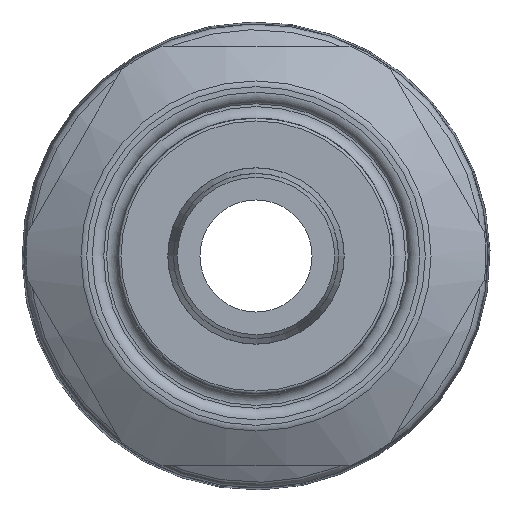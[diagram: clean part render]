
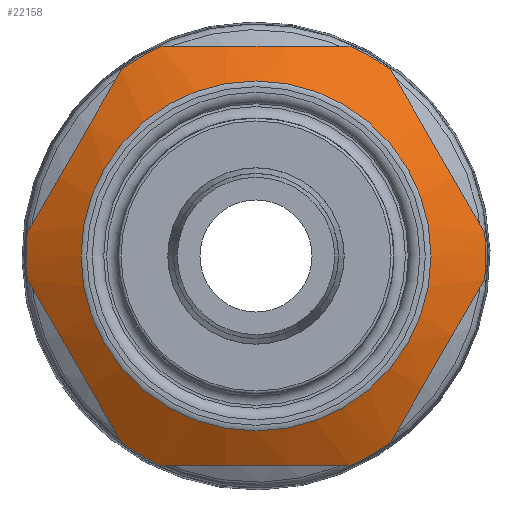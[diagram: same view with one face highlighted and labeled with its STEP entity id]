
A CAD part, front view. The second image highlights one B-rep face of the part: STEP entity #22158.
In plain terms, the highlighted conical face has half-angle 60 degrees and reference radius 17.78 mm.
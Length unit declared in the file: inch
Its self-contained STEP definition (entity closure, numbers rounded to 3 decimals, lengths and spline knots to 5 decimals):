
#714=(
BOUNDED_CURVE()
B_SPLINE_CURVE(2,(#33586,#33587,#33588),.UNSPECIFIED.,.F.,.F.)
B_SPLINE_CURVE_WITH_KNOTS((3,3),(0.,1.67512),.UNSPECIFIED.)
CURVE()
GEOMETRIC_REPRESENTATION_ITEM()
RATIONAL_B_SPLINE_CURVE((1.,1.096,1.))
REPRESENTATION_ITEM('')
);
#715=(
BOUNDED_CURVE()
B_SPLINE_CURVE(2,(#33592,#33593,#33594),.UNSPECIFIED.,.F.,.F.)
B_SPLINE_CURVE_WITH_KNOTS((3,3),(0.,1.67512),.UNSPECIFIED.)
CURVE()
GEOMETRIC_REPRESENTATION_ITEM()
RATIONAL_B_SPLINE_CURVE((1.,1.096,1.))
REPRESENTATION_ITEM('')
);
#716=(
BOUNDED_CURVE()
B_SPLINE_CURVE(2,(#33598,#33599,#33600),.UNSPECIFIED.,.F.,.F.)
B_SPLINE_CURVE_WITH_KNOTS((3,3),(0.,1.67512),.UNSPECIFIED.)
CURVE()
GEOMETRIC_REPRESENTATION_ITEM()
RATIONAL_B_SPLINE_CURVE((1.,1.096,1.))
REPRESENTATION_ITEM('')
);
#717=(
BOUNDED_CURVE()
B_SPLINE_CURVE(2,(#33604,#33605,#33606),.UNSPECIFIED.,.F.,.F.)
B_SPLINE_CURVE_WITH_KNOTS((3,3),(0.,1.67512),.UNSPECIFIED.)
CURVE()
GEOMETRIC_REPRESENTATION_ITEM()
RATIONAL_B_SPLINE_CURVE((1.,1.096,1.))
REPRESENTATION_ITEM('')
);
#718=(
BOUNDED_CURVE()
B_SPLINE_CURVE(2,(#33610,#33611,#33612),.UNSPECIFIED.,.F.,.F.)
B_SPLINE_CURVE_WITH_KNOTS((3,3),(0.,1.67512),.UNSPECIFIED.)
CURVE()
GEOMETRIC_REPRESENTATION_ITEM()
RATIONAL_B_SPLINE_CURVE((1.,1.096,1.))
REPRESENTATION_ITEM('')
);
#719=(
BOUNDED_CURVE()
B_SPLINE_CURVE(2,(#33616,#33617,#33618),.UNSPECIFIED.,.F.,.F.)
B_SPLINE_CURVE_WITH_KNOTS((3,3),(0.,1.67512),.UNSPECIFIED.)
CURVE()
GEOMETRIC_REPRESENTATION_ITEM()
RATIONAL_B_SPLINE_CURVE((1.,1.096,1.))
REPRESENTATION_ITEM('')
);
#2594=FACE_OUTER_BOUND('',#3852,.T.);
#3852=EDGE_LOOP('',(#15038,#15039,#15040,#15041,#15042,#15043,#15044,#15045,
#15046,#15047,#15048,#15049,#15050,#15051,#15052,#15053));
#5086=LINE('',#33582,#6544);
#6544=VECTOR('',#25702,0.7);
#8092=CIRCLE('',#23622,0.60928);
#8094=CIRCLE('',#23626,0.8);
#8095=CIRCLE('',#23627,0.8);
#8096=CIRCLE('',#23628,0.8);
#8097=CIRCLE('',#23629,0.8);
#8098=CIRCLE('',#23630,0.8);
#8099=CIRCLE('',#23631,0.8);
#8100=CIRCLE('',#23632,0.8);
#8936=VERTEX_POINT('',#33574);
#8938=VERTEX_POINT('',#33581);
#8939=VERTEX_POINT('',#33583);
#8940=VERTEX_POINT('',#33585);
#8941=VERTEX_POINT('',#33589);
#8942=VERTEX_POINT('',#33591);
#8943=VERTEX_POINT('',#33595);
#8944=VERTEX_POINT('',#33597);
#8945=VERTEX_POINT('',#33601);
#8946=VERTEX_POINT('',#33603);
#8947=VERTEX_POINT('',#33607);
#8948=VERTEX_POINT('',#33609);
#8949=VERTEX_POINT('',#33613);
#8950=VERTEX_POINT('',#33615);
#11280=EDGE_CURVE('',#8936,#8936,#8092,.T.);
#11282=EDGE_CURVE('',#8936,#8938,#5086,.T.);
#11283=EDGE_CURVE('',#8939,#8938,#8094,.T.);
#11284=EDGE_CURVE('',#8940,#8939,#714,.T.);
#11285=EDGE_CURVE('',#8941,#8940,#8095,.T.);
#11286=EDGE_CURVE('',#8942,#8941,#715,.T.);
#11287=EDGE_CURVE('',#8943,#8942,#8096,.T.);
#11288=EDGE_CURVE('',#8944,#8943,#716,.T.);
#11289=EDGE_CURVE('',#8945,#8944,#8097,.T.);
#11290=EDGE_CURVE('',#8946,#8945,#717,.T.);
#11291=EDGE_CURVE('',#8947,#8946,#8098,.T.);
#11292=EDGE_CURVE('',#8948,#8947,#718,.T.);
#11293=EDGE_CURVE('',#8949,#8948,#8099,.T.);
#11294=EDGE_CURVE('',#8950,#8949,#719,.T.);
#11295=EDGE_CURVE('',#8938,#8950,#8100,.T.);
#15038=ORIENTED_EDGE('',*,*,#11280,.F.);
#15039=ORIENTED_EDGE('',*,*,#11282,.T.);
#15040=ORIENTED_EDGE('',*,*,#11283,.F.);
#15041=ORIENTED_EDGE('',*,*,#11284,.F.);
#15042=ORIENTED_EDGE('',*,*,#11285,.F.);
#15043=ORIENTED_EDGE('',*,*,#11286,.F.);
#15044=ORIENTED_EDGE('',*,*,#11287,.F.);
#15045=ORIENTED_EDGE('',*,*,#11288,.F.);
#15046=ORIENTED_EDGE('',*,*,#11289,.F.);
#15047=ORIENTED_EDGE('',*,*,#11290,.F.);
#15048=ORIENTED_EDGE('',*,*,#11291,.F.);
#15049=ORIENTED_EDGE('',*,*,#11292,.F.);
#15050=ORIENTED_EDGE('',*,*,#11293,.F.);
#15051=ORIENTED_EDGE('',*,*,#11294,.F.);
#15052=ORIENTED_EDGE('',*,*,#11295,.F.);
#15053=ORIENTED_EDGE('',*,*,#11282,.F.);
#20689=CONICAL_SURFACE('',#23625,0.7,1.047);
#22158=ADVANCED_FACE('',(#2594),#20689,.T.);
#23622=AXIS2_PLACEMENT_3D('',#33576,#25694,#25695);
#23625=AXIS2_PLACEMENT_3D('',#33580,#25700,#25701);
#23626=AXIS2_PLACEMENT_3D('',#33584,#25703,#25704);
#23627=AXIS2_PLACEMENT_3D('',#33590,#25705,#25706);
#23628=AXIS2_PLACEMENT_3D('',#33596,#25707,#25708);
#23629=AXIS2_PLACEMENT_3D('',#33602,#25709,#25710);
#23630=AXIS2_PLACEMENT_3D('',#33608,#25711,#25712);
#23631=AXIS2_PLACEMENT_3D('',#33614,#25713,#25714);
#23632=AXIS2_PLACEMENT_3D('',#33619,#25715,#25716);
#25694=DIRECTION('center_axis',(0.,-1.,0.));
#25695=DIRECTION('ref_axis',(-1.,0.,0.));
#25700=DIRECTION('center_axis',(0.,1.,0.));
#25701=DIRECTION('ref_axis',(1.,0.,0.));
#25702=DIRECTION('',(-0.866,0.5,0.));
#25703=DIRECTION('center_axis',(0.,1.,0.));
#25704=DIRECTION('ref_axis',(-1.,0.,0.));
#25705=DIRECTION('center_axis',(0.,1.,0.));
#25706=DIRECTION('ref_axis',(-1.,0.,0.));
#25707=DIRECTION('center_axis',(0.,1.,0.));
#25708=DIRECTION('ref_axis',(-1.,0.,0.));
#25709=DIRECTION('center_axis',(0.,1.,0.));
#25710=DIRECTION('ref_axis',(-1.,0.,0.));
#25711=DIRECTION('center_axis',(0.,1.,0.));
#25712=DIRECTION('ref_axis',(-1.,0.,0.));
#25713=DIRECTION('center_axis',(0.,1.,0.));
#25714=DIRECTION('ref_axis',(-1.,0.,0.));
#25715=DIRECTION('center_axis',(0.,1.,0.));
#25716=DIRECTION('ref_axis',(-1.,0.,0.));
#33574=CARTESIAN_POINT('',(-0.60928,-2.04629,0.));
#33576=CARTESIAN_POINT('Origin',(0.,-2.04629,
0.));
#33580=CARTESIAN_POINT('Origin',(0.,-1.99392,
0.));
#33581=CARTESIAN_POINT('',(-0.8,-1.93618,0.));
#33582=CARTESIAN_POINT('',(-0.7,-1.99392,0.));
#33583=CARTESIAN_POINT('',(-0.79583,-1.93618,-0.08158));
#33584=CARTESIAN_POINT('Origin',(0.,-1.93618,
0.));
#33585=CARTESIAN_POINT('',(-0.46857,-1.93618,-0.64842));
#33586=CARTESIAN_POINT('Ctrl Pts',(-0.46857,-1.93618,
-0.64842));
#33587=CARTESIAN_POINT('Ctrl Pts',(-0.6322,-2.01348,
-0.365));
#33588=CARTESIAN_POINT('Ctrl Pts',(-0.79583,-1.93618,
-0.08158));
#33589=CARTESIAN_POINT('',(-0.32726,-1.93618,-0.73));
#33590=CARTESIAN_POINT('Origin',(0.,-1.93618,
0.));
#33591=CARTESIAN_POINT('',(0.32726,-1.93618,-0.73));
#33592=CARTESIAN_POINT('Ctrl Pts',(0.32726,-1.93618,
-0.73));
#33593=CARTESIAN_POINT('Ctrl Pts',(0.,-2.01348,
-0.73));
#33594=CARTESIAN_POINT('Ctrl Pts',(-0.32726,-1.93618,
-0.73));
#33595=CARTESIAN_POINT('',(0.46857,-1.93618,-0.64842));
#33596=CARTESIAN_POINT('Origin',(0.,-1.93618,
0.));
#33597=CARTESIAN_POINT('',(0.79583,-1.93618,-0.08158));
#33598=CARTESIAN_POINT('Ctrl Pts',(0.79583,-1.93618,
-0.08158));
#33599=CARTESIAN_POINT('Ctrl Pts',(0.6322,-2.01348,-0.365));
#33600=CARTESIAN_POINT('Ctrl Pts',(0.46857,-1.93618,
-0.64842));
#33601=CARTESIAN_POINT('',(0.79583,-1.93618,0.08158));
#33602=CARTESIAN_POINT('Origin',(0.,-1.93618,
0.));
#33603=CARTESIAN_POINT('',(0.46857,-1.93618,0.64842));
#33604=CARTESIAN_POINT('Ctrl Pts',(0.46857,-1.93618,
0.64842));
#33605=CARTESIAN_POINT('Ctrl Pts',(0.6322,-2.01348,0.365));
#33606=CARTESIAN_POINT('Ctrl Pts',(0.79583,-1.93618,
0.08158));
#33607=CARTESIAN_POINT('',(0.32726,-1.93618,0.73));
#33608=CARTESIAN_POINT('Origin',(0.,-1.93618,
0.));
#33609=CARTESIAN_POINT('',(-0.32726,-1.93618,0.73));
#33610=CARTESIAN_POINT('Ctrl Pts',(-0.32726,-1.93618,
0.73));
#33611=CARTESIAN_POINT('Ctrl Pts',(0.,-2.01348,
0.73));
#33612=CARTESIAN_POINT('Ctrl Pts',(0.32726,-1.93618,
0.73));
#33613=CARTESIAN_POINT('',(-0.46857,-1.93618,0.64842));
#33614=CARTESIAN_POINT('Origin',(0.,-1.93618,
0.));
#33615=CARTESIAN_POINT('',(-0.79583,-1.93618,0.08158));
#33616=CARTESIAN_POINT('Ctrl Pts',(-0.79583,-1.93618,
0.08158));
#33617=CARTESIAN_POINT('Ctrl Pts',(-0.6322,-2.01348,
0.365));
#33618=CARTESIAN_POINT('Ctrl Pts',(-0.46857,-1.93618,
0.64842));
#33619=CARTESIAN_POINT('Origin',(0.,-1.93618,
0.));
